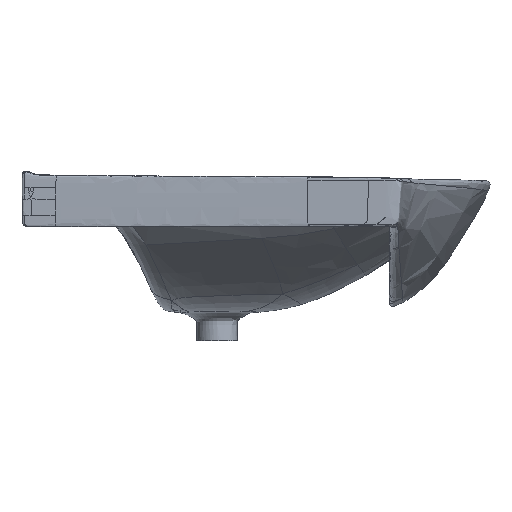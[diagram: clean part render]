
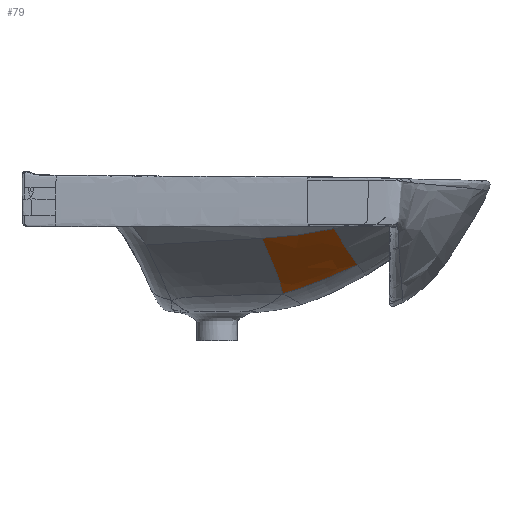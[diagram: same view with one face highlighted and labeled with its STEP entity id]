
A CAD part, left-side view. The second image highlights one B-rep face of the part: STEP entity #79.
In plain terms, the highlighted free-form (B-spline) face has degree [3, 3] with [9, 9] control points.
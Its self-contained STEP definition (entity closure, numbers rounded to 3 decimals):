
#79=ADVANCED_FACE('',(#324),#3674,.T.);
#324=FACE_OUTER_BOUND('',#569,.T.);
#569=EDGE_LOOP('',(#981,#982,#983,#984));
#981=ORIENTED_EDGE('',*,*,#2096,.T.);
#982=ORIENTED_EDGE('',*,*,#2091,.T.);
#983=ORIENTED_EDGE('',*,*,#2090,.T.);
#984=ORIENTED_EDGE('',*,*,#2093,.F.);
#2090=EDGE_CURVE('',#3355,#3356,#2715,.T.);
#2091=EDGE_CURVE('',#3354,#3355,#2716,.T.);
#2093=EDGE_CURVE('',#3353,#3356,#2718,.T.);
#2096=EDGE_CURVE('',#3353,#3354,#2721,.T.);
#2715=B_SPLINE_CURVE_WITH_KNOTS('',3,(#28230,#28231,#28232,#28233,#28234,
#28235,#28236,#28237,#28238),.UNSPECIFIED.,.F.,.F.,(4,1,1,1,1,1,4),(-1.,
-0.875,-0.75,-0.625,-0.5,-0.25,0.),.UNSPECIFIED.);
#2716=B_SPLINE_CURVE_WITH_KNOTS('',3,(#28239,#28240,#28241,#28242,#28243,
#28244,#28245,#28246,#28247),.UNSPECIFIED.,.F.,.F.,(4,1,1,1,1,1,4),(0.,
0.25,0.5,0.625,0.75,0.875,1.),.UNSPECIFIED.);
#2718=B_SPLINE_CURVE_WITH_KNOTS('',3,(#28257,#28258,#28259,#28260,#28261,
#28262,#28263,#28264,#28265),.UNSPECIFIED.,.F.,.F.,(4,1,1,1,1,1,4),(0.,
0.25,0.5,0.625,0.75,0.875,1.),.UNSPECIFIED.);
#2721=B_SPLINE_CURVE_WITH_KNOTS('',3,(#28288,#28289,#28290,#28291,#28292,
#28293,#28294,#28295,#28296),.UNSPECIFIED.,.F.,.F.,(4,1,1,1,1,1,4),(0.,
0.25,0.5,0.625,0.75,0.875,1.),.UNSPECIFIED.);
#3353=VERTEX_POINT('',#27172);
#3354=VERTEX_POINT('',#27173);
#3355=VERTEX_POINT('',#27174);
#3356=VERTEX_POINT('',#27175);
#3674=B_SPLINE_SURFACE_WITH_KNOTS('',3,3,((#6667,#6668,#6669,#6670,#6671,
#6672,#6673,#6674,#6675),(#6676,#6677,#6678,#6679,#6680,#6681,#6682,#6683,
#6684),(#6685,#6686,#6687,#6688,#6689,#6690,#6691,#6692,#6693),(#6694,#6695,
#6696,#6697,#6698,#6699,#6700,#6701,#6702),(#6703,#6704,#6705,#6706,#6707,
#6708,#6709,#6710,#6711),(#6712,#6713,#6714,#6715,#6716,#6717,#6718,#6719,
#6720),(#6721,#6722,#6723,#6724,#6725,#6726,#6727,#6728,#6729),(#6730,#6731,
#6732,#6733,#6734,#6735,#6736,#6737,#6738),(#6739,#6740,#6741,#6742,#6743,
#6744,#6745,#6746,#6747)),.UNSPECIFIED.,.F.,.F.,.F.,(4,1,1,1,1,1,4),(4,
1,1,1,1,1,4),(0.,0.25,0.5,0.625,0.75,0.875,1.),(0.,0.25,0.5,0.625,0.75,
0.875,1.),.UNSPECIFIED.);
#6667=CARTESIAN_POINT('',(-179.516,-303.772,97.156));
#6668=CARTESIAN_POINT('',(-179.47,-298.511,95.738));
#6669=CARTESIAN_POINT('',(-179.382,-287.67,93.384));
#6670=CARTESIAN_POINT('',(-179.272,-273.36,91.325));
#6671=CARTESIAN_POINT('',(-179.182,-261.483,90.016));
#6672=CARTESIAN_POINT('',(-179.112,-252.369,89.155));
#6673=CARTESIAN_POINT('',(-179.039,-243.053,88.367));
#6674=CARTESIAN_POINT('',(-178.988,-236.713,87.858));
#6675=CARTESIAN_POINT('',(-178.962,-233.511,87.6));
#6676=CARTESIAN_POINT('',(-172.329,-305.515,93.989));
#6677=CARTESIAN_POINT('',(-172.295,-300.208,92.468));
#6678=CARTESIAN_POINT('',(-172.229,-289.292,89.916));
#6679=CARTESIAN_POINT('',(-172.146,-274.939,87.642));
#6680=CARTESIAN_POINT('',(-172.079,-263.058,86.185));
#6681=CARTESIAN_POINT('',(-172.026,-253.955,85.226));
#6682=CARTESIAN_POINT('',(-171.972,-244.665,84.355));
#6683=CARTESIAN_POINT('',(-171.934,-238.353,83.801));
#6684=CARTESIAN_POINT('',(-171.914,-235.168,83.522));
#6685=CARTESIAN_POINT('',(-157.743,-309.334,87.462));
#6686=CARTESIAN_POINT('',(-157.726,-303.951,85.704));
#6687=CARTESIAN_POINT('',(-157.692,-292.926,82.687));
#6688=CARTESIAN_POINT('',(-157.651,-278.525,79.88));
#6689=CARTESIAN_POINT('',(-157.617,-266.652,78.047));
#6690=CARTESIAN_POINT('',(-157.591,-257.577,76.836));
#6691=CARTESIAN_POINT('',(-157.564,-248.335,75.747));
#6692=CARTESIAN_POINT('',(-157.545,-242.066,75.075));
#6693=CARTESIAN_POINT('',(-157.535,-238.905,74.745));
#6694=CARTESIAN_POINT('',(-139.129,-314.453,79.405));
#6695=CARTESIAN_POINT('',(-139.122,-309.008,77.323));
#6696=CARTESIAN_POINT('',(-139.11,-297.912,73.641));
#6697=CARTESIAN_POINT('',(-139.048,-283.506,69.989));
#6698=CARTESIAN_POINT('',(-138.941,-271.646,67.487));
#6699=CARTESIAN_POINT('',(-138.861,-262.584,65.809));
#6700=CARTESIAN_POINT('',(-138.808,-253.355,64.321));
#6701=CARTESIAN_POINT('',(-138.809,-247.091,63.449));
#6702=CARTESIAN_POINT('',(-138.824,-243.931,63.042));
#6703=CARTESIAN_POINT('',(-124.101,-318.461,73.372));
#6704=CARTESIAN_POINT('',(-124.099,-312.981,71.039));
#6705=CARTESIAN_POINT('',(-124.095,-301.856,66.832));
#6706=CARTESIAN_POINT('',(-123.949,-287.45,62.444));
#6707=CARTESIAN_POINT('',(-123.664,-275.574,59.288));
#6708=CARTESIAN_POINT('',(-123.45,-266.49,57.141));
#6709=CARTESIAN_POINT('',(-123.318,-257.224,55.255));
#6710=CARTESIAN_POINT('',(-123.34,-250.923,54.2));
#6711=CARTESIAN_POINT('',(-123.393,-247.742,53.731));
#6712=CARTESIAN_POINT('',(-112.785,-321.35,69.142));
#6713=CARTESIAN_POINT('',(-112.784,-315.849,66.63));
#6714=CARTESIAN_POINT('',(-112.783,-304.711,62.046));
#6715=CARTESIAN_POINT('',(-112.558,-290.318,57.116));
#6716=CARTESIAN_POINT('',(-112.109,-278.445,53.467));
#6717=CARTESIAN_POINT('',(-111.722,-269.33,50.926));
#6718=CARTESIAN_POINT('',(-111.367,-259.972,48.63));
#6719=CARTESIAN_POINT('',(-111.355,-253.58,47.389));
#6720=CARTESIAN_POINT('',(-111.457,-250.347,46.872));
#6721=CARTESIAN_POINT('',(-101.446,-324.049,65.294));
#6722=CARTESIAN_POINT('',(-101.446,-318.532,62.619));
#6723=CARTESIAN_POINT('',(-101.446,-307.387,57.69));
#6724=CARTESIAN_POINT('',(-101.14,-293.029,52.267));
#6725=CARTESIAN_POINT('',(-100.528,-281.198,48.177));
#6726=CARTESIAN_POINT('',(-99.868,-272.04,45.209));
#6727=CARTESIAN_POINT('',(-98.992,-262.487,42.317));
#6728=CARTESIAN_POINT('',(-98.844,-255.893,40.801));
#6729=CARTESIAN_POINT('',(-99.024,-252.55,40.237));
#6730=CARTESIAN_POINT('',(-93.888,-325.672,63.042));
#6731=CARTESIAN_POINT('',(-93.888,-320.146,60.273));
#6732=CARTESIAN_POINT('',(-93.888,-308.998,55.145));
#6733=CARTESIAN_POINT('',(-93.537,-294.685,49.451));
#6734=CARTESIAN_POINT('',(-92.837,-282.926,45.139));
#6735=CARTESIAN_POINT('',(-92.005,-273.819,41.959));
#6736=CARTESIAN_POINT('',(-90.769,-264.292,38.765));
#6737=CARTESIAN_POINT('',(-89.644,-257.213,36.514));
#6738=CARTESIAN_POINT('',(-89.952,-253.601,35.86));
#6739=CARTESIAN_POINT('',(-90.112,-326.427,62.01));
#6740=CARTESIAN_POINT('',(-90.112,-320.897,59.198));
#6741=CARTESIAN_POINT('',(-90.112,-309.747,53.98));
#6742=CARTESIAN_POINT('',(-89.745,-295.464,48.173));
#6743=CARTESIAN_POINT('',(-89.011,-283.756,43.777));
#6744=CARTESIAN_POINT('',(-88.113,-274.715,40.532));
#6745=CARTESIAN_POINT('',(-86.742,-265.299,37.266));
#6746=CARTESIAN_POINT('',(-85.277,-258.397,34.914));
#6747=CARTESIAN_POINT('',(-84.042,-253.921,33.416));
#27172=CARTESIAN_POINT('',(-179.516,-303.772,97.156));
#27173=CARTESIAN_POINT('',(-90.112,-326.427,62.01));
#27174=CARTESIAN_POINT('',(-84.042,-253.921,33.416));
#27175=CARTESIAN_POINT('',(-178.962,-233.511,87.6));
#28230=CARTESIAN_POINT('',(-84.042,-253.921,33.416));
#28231=CARTESIAN_POINT('',(-89.952,-253.601,35.86));
#28232=CARTESIAN_POINT('',(-99.024,-252.55,40.237));
#28233=CARTESIAN_POINT('',(-111.457,-250.347,46.872));
#28234=CARTESIAN_POINT('',(-123.393,-247.742,53.731));
#28235=CARTESIAN_POINT('',(-138.824,-243.931,63.042));
#28236=CARTESIAN_POINT('',(-157.535,-238.905,74.745));
#28237=CARTESIAN_POINT('',(-171.914,-235.168,83.522));
#28238=CARTESIAN_POINT('',(-178.962,-233.511,87.6));
#28239=CARTESIAN_POINT('',(-90.112,-326.427,62.01));
#28240=CARTESIAN_POINT('',(-90.112,-320.897,59.198));
#28241=CARTESIAN_POINT('',(-90.112,-309.747,53.98));
#28242=CARTESIAN_POINT('',(-89.745,-295.464,48.173));
#28243=CARTESIAN_POINT('',(-89.011,-283.756,43.777));
#28244=CARTESIAN_POINT('',(-88.113,-274.715,40.532));
#28245=CARTESIAN_POINT('',(-86.742,-265.299,37.266));
#28246=CARTESIAN_POINT('',(-85.277,-258.397,34.914));
#28247=CARTESIAN_POINT('',(-84.042,-253.921,33.416));
#28257=CARTESIAN_POINT('',(-179.516,-303.772,97.156));
#28258=CARTESIAN_POINT('',(-179.47,-298.511,95.738));
#28259=CARTESIAN_POINT('',(-179.382,-287.67,93.384));
#28260=CARTESIAN_POINT('',(-179.272,-273.36,91.325));
#28261=CARTESIAN_POINT('',(-179.182,-261.483,90.016));
#28262=CARTESIAN_POINT('',(-179.112,-252.369,89.155));
#28263=CARTESIAN_POINT('',(-179.039,-243.053,88.367));
#28264=CARTESIAN_POINT('',(-178.988,-236.713,87.858));
#28265=CARTESIAN_POINT('',(-178.962,-233.511,87.6));
#28288=CARTESIAN_POINT('',(-179.516,-303.772,97.156));
#28289=CARTESIAN_POINT('',(-172.329,-305.515,93.989));
#28290=CARTESIAN_POINT('',(-157.743,-309.334,87.462));
#28291=CARTESIAN_POINT('',(-139.129,-314.453,79.405));
#28292=CARTESIAN_POINT('',(-124.101,-318.461,73.372));
#28293=CARTESIAN_POINT('',(-112.785,-321.35,69.142));
#28294=CARTESIAN_POINT('',(-101.446,-324.049,65.294));
#28295=CARTESIAN_POINT('',(-93.888,-325.672,63.042));
#28296=CARTESIAN_POINT('',(-90.112,-326.427,62.01));
